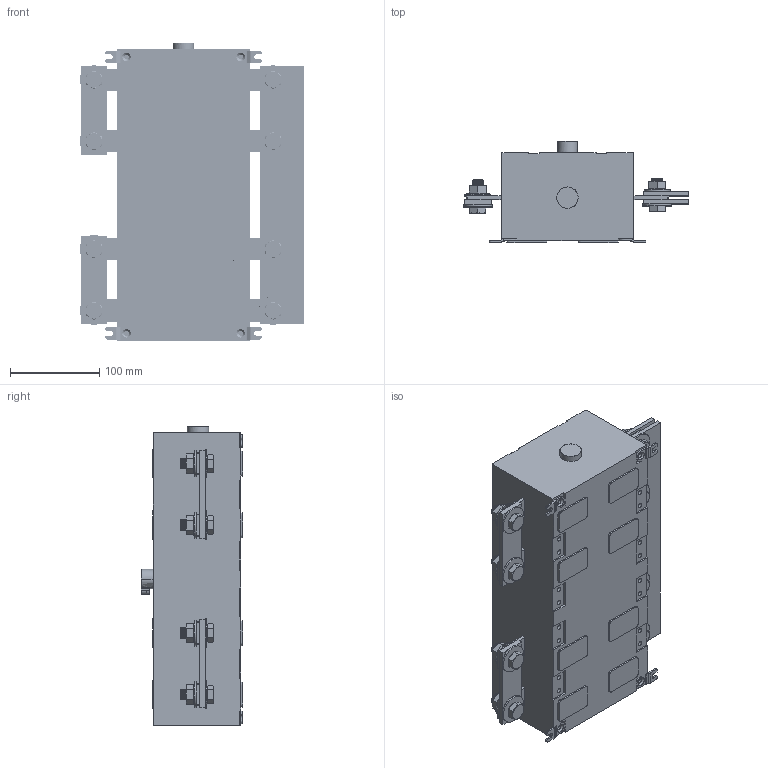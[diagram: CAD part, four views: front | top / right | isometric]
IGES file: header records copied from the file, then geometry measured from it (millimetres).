
Global section: file name: OTDC600USPP22.igs; preprocessor: I-DEAS 3D IGES Translator 15; date: 20140930.155253; units: millimetre
Bounding box: 252 x 113.5 x 335 mm (x, y, z)
Surface area: 330370.5 mm2 (no closed solid volume)
Topology: 0 solids, 0 shells, 1143 faces, 13762 edges, 13620 vertices
Faces by surface type: bspline 1143
